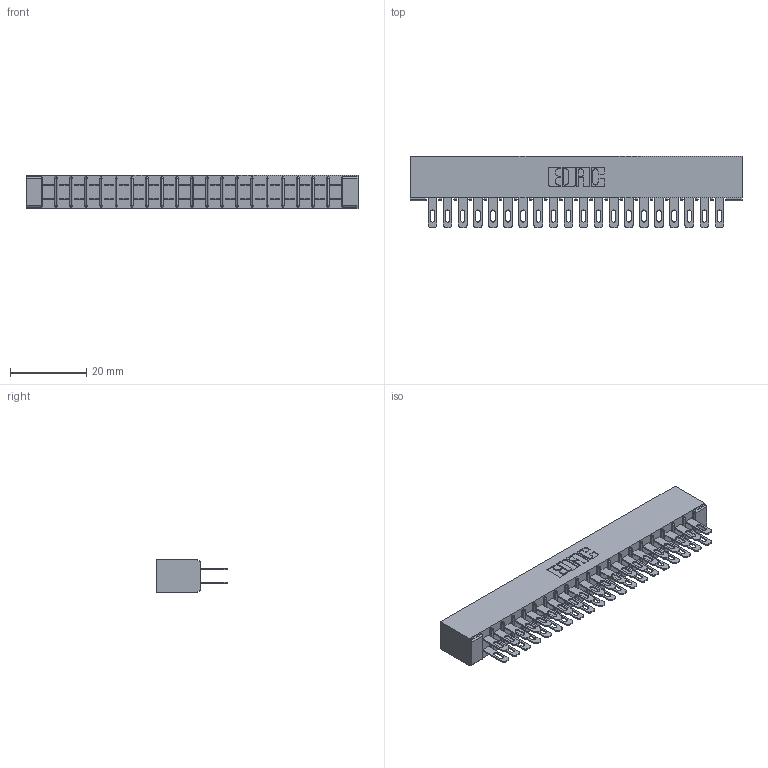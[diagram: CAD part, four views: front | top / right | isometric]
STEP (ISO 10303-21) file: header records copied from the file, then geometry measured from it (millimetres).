
FILE_DESCRIPTION (( 'STEP AP203' ), '1' );
FILE_NAME ('355-040-500-501.STEP', '2019-09-11T11:04:56', ( '' ), ( '' ), 'SwSTEP 2.0', 'SolidWorks 2016', '' );
FILE_SCHEMA (( 'CONFIG_CONTROL_DESIGN' ));
Length unit declared in the file: inch
Products named in the file (3): 305 Part_No Mounting; 355-040-500-501; 305-290-001_500
Assembly tree (41 placements, depth 2):
  355-040-500-501
    305 Part_No Mounting
    305-290-001_500  x40
Bounding box: 87.12 x 18.85 x 8.71 mm (x, y, z)
Volume: 5500.6 mm3; surface area: 12166.6 mm2
Topology: 41 solids, 41 shells, 2108 faces, 6032 edges, 3912 vertices
Faces by surface type: plane 1184, cylinder 844, sphere 80
Entity records: 24077 total; most frequent: CARTESIAN_POINT 3982, ORIENTED_EDGE 3948, DIRECTION 3870, EDGE_CURVE 1974, VECTOR 1574, LINE 1574, VERTEX_POINT 1260, AXIS2_PLACEMENT_3D 1148
